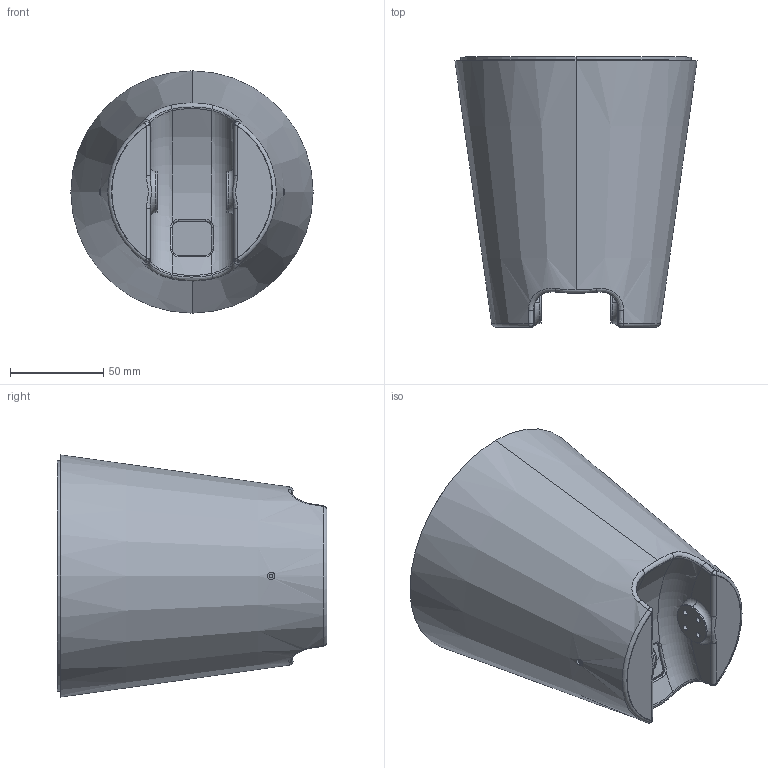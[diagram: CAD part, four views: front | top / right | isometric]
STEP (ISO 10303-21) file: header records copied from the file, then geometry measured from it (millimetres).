
FILE_DESCRIPTION(/* description */ ('STEP AP242','CAx-IF Rec.Pracs.---Representation and Presentation of Product Manufacturing Information (PMI)---4.0---2014-10-13','CAx-IF Rec.Pracs.---3D Tessellated Geometry---0.4---2014-09-14','2;1','CAx-IF Rec.Pracs.---User Defined Attributes---1.5---2016-08-15'),/* implementation_level */ '2;1');
FILE_NAME(/* name */ '690eb25a555556e1309e6c4a',/* time_stamp */ '2025-11-08T03:00:44Z',/* author */ (''),/* organization */ (''),/* preprocessor_version */ 'ST-DEVELOPER v20',/* originating_system */ 'ONSHAPE BY PTC INC, 1.206',/* authorisation */ ' ');
FILE_SCHEMA (('AP242_MANAGED_MODEL_BASED_3D_ENGINEERING_MIM_LF { 1 0 10303 442 1 1 4 }'));
Length unit declared in the file: metre
Products named in the file (4): Head Core; LED Ring Mount; Head Shade; Head Diffuse
Bounding box: 130 x 144.9 x 130 mm (x, y, z)
Volume: 183180.5 mm3; surface area: 191020.4 mm2
Topology: 4 solids, 4 shells, 550 faces, 1444 edges, 845 vertices
Faces by surface type: cylinder 148, bspline 146, plane 75, sphere 68, torus 62, cone 51
Entity records: 19174 total; most frequent: CARTESIAN_POINT 6720, ORIENTED_EDGE 2748, DIRECTION 2499, EDGE_CURVE 1374, AXIS2_PLACEMENT_3D 1132, VERTEX_POINT 845, CIRCLE 712, EDGE_LOOP 589
